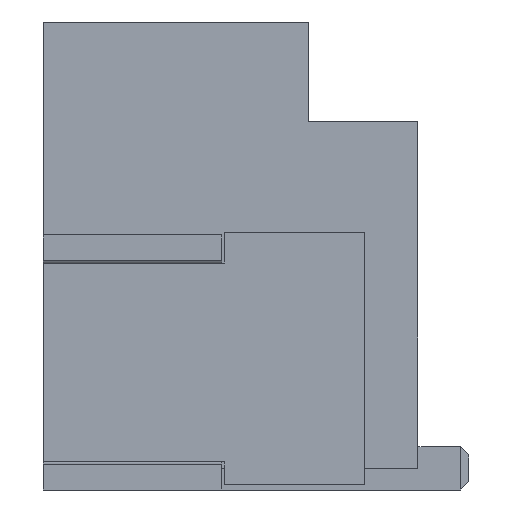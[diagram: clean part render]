
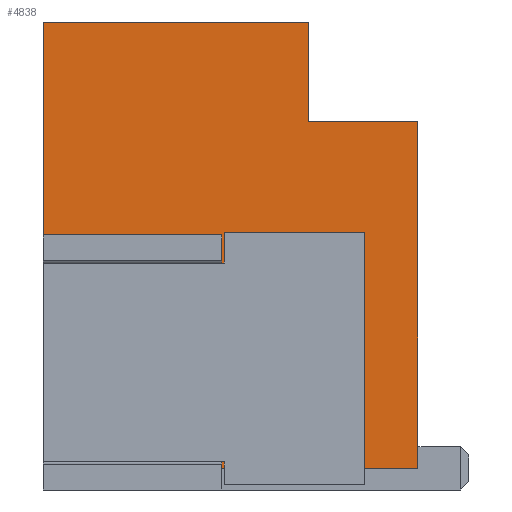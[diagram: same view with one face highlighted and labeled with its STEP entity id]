
A CAD part, left-side view. The second image highlights one B-rep face of the part: STEP entity #4838.
In plain terms, the highlighted planar face has unit normal (-1, 0, 0).
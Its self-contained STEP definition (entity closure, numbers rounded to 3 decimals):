
#612=ORIENTED_EDGE('',*,*,#1985,.F.);
#613=ORIENTED_EDGE('',*,*,#1925,.F.);
#614=ORIENTED_EDGE('',*,*,#1951,.F.);
#615=ORIENTED_EDGE('',*,*,#1971,.T.);
#616=ORIENTED_EDGE('',*,*,#1986,.T.);
#617=ORIENTED_EDGE('',*,*,#1941,.T.);
#618=ORIENTED_EDGE('',*,*,#1937,.T.);
#619=ORIENTED_EDGE('',*,*,#1927,.F.);
#620=ORIENTED_EDGE('',*,*,#1987,.T.);
#621=ORIENTED_EDGE('',*,*,#1988,.T.);
#1925=EDGE_CURVE('',#2628,#2629,#3116,.T.);
#1927=EDGE_CURVE('',#2630,#2631,#3118,.T.);
#1937=EDGE_CURVE('',#2640,#2631,#3128,.T.);
#1941=EDGE_CURVE('',#2643,#2640,#3132,.T.);
#1951=EDGE_CURVE('',#2652,#2628,#3142,.T.);
#1971=EDGE_CURVE('',#2652,#2667,#3162,.T.);
#1985=EDGE_CURVE('',#2629,#2679,#3176,.T.);
#1986=EDGE_CURVE('',#2667,#2643,#3177,.T.);
#1987=EDGE_CURVE('',#2630,#2680,#3178,.T.);
#1988=EDGE_CURVE('',#2680,#2679,#3179,.T.);
#2628=VERTEX_POINT('',#8508);
#2629=VERTEX_POINT('',#8510);
#2630=VERTEX_POINT('',#8512);
#2631=VERTEX_POINT('',#8514);
#2640=VERTEX_POINT('',#8535);
#2643=VERTEX_POINT('',#8543);
#2652=VERTEX_POINT('',#8562);
#2667=VERTEX_POINT('',#8600);
#2679=VERTEX_POINT('',#8630);
#2680=VERTEX_POINT('',#8633);
#3116=LINE('',#8509,#3553);
#3118=LINE('',#8513,#3555);
#3128=LINE('',#8534,#3565);
#3132=LINE('',#8542,#3569);
#3142=LINE('',#8563,#3579);
#3162=LINE('',#8601,#3599);
#3176=LINE('',#8629,#3613);
#3177=LINE('',#8631,#3614);
#3178=LINE('',#8632,#3615);
#3179=LINE('',#8634,#3616);
#3553=VECTOR('',#7486,1000.);
#3555=VECTOR('',#7488,1000.);
#3565=VECTOR('',#7502,1000.);
#3569=VECTOR('',#7508,1000.);
#3579=VECTOR('',#7520,1000.);
#3599=VECTOR('',#7546,1000.);
#3613=VECTOR('',#7566,1000.);
#3614=VECTOR('',#7567,1000.);
#3615=VECTOR('',#7568,1000.);
#3616=VECTOR('',#7569,1000.);
#3957=EDGE_LOOP('',(#612,#613,#614,#615,#616,#617,#618,#619,#620,#621));
#4274=FACE_BOUND('',#3957,.T.);
#4583=PLANE('',#7094);
#4838=ADVANCED_FACE('',(#4274),#4583,.T.);
#7094=AXIS2_PLACEMENT_3D('',#8628,#7564,#7565);
#7486=DIRECTION('',(0.,1.,0.));
#7488=DIRECTION('',(0.,1.,0.));
#7502=DIRECTION('',(0.,0.,-1.));
#7508=DIRECTION('',(0.,1.,0.));
#7520=DIRECTION('',(0.,0.,-1.));
#7546=DIRECTION('',(0.,1.,0.));
#7564=DIRECTION('',(-1.,0.,0.));
#7565=DIRECTION('',(0.,-1.,0.));
#7566=DIRECTION('',(0.,0.,1.));
#7567=DIRECTION('',(0.,0.,1.));
#7568=DIRECTION('',(0.,0.,1.));
#7569=DIRECTION('',(0.,-1.,0.));
#8508=CARTESIAN_POINT('',(-2.327,-1.384,0.216));
#8509=CARTESIAN_POINT('',(-2.327,-1.384,0.216));
#8510=CARTESIAN_POINT('',(-2.327,-0.851,0.216));
#8512=CARTESIAN_POINT('',(-2.327,0.546,0.216));
#8513=CARTESIAN_POINT('',(-2.327,-1.384,0.216));
#8514=CARTESIAN_POINT('',(-2.327,2.349,0.216));
#8534=CARTESIAN_POINT('',(-2.327,2.349,1.588));
#8535=CARTESIAN_POINT('',(-2.327,2.349,4.661));
#8542=CARTESIAN_POINT('',(-2.327,-1.384,4.661));
#8543=CARTESIAN_POINT('',(-2.327,-0.292,4.661));
#8562=CARTESIAN_POINT('',(-2.327,-1.384,3.67));
#8563=CARTESIAN_POINT('',(-2.327,-1.384,1.588));
#8600=CARTESIAN_POINT('',(-2.327,-0.292,3.67));
#8601=CARTESIAN_POINT('',(-2.327,-1.384,3.67));
#8628=CARTESIAN_POINT('',(-2.327,-1.384,1.588));
#8629=CARTESIAN_POINT('',(-2.327,-0.851,0.055));
#8630=CARTESIAN_POINT('',(-2.327,-0.851,2.569));
#8631=CARTESIAN_POINT('',(-2.327,-0.292,3.67));
#8632=CARTESIAN_POINT('',(-2.327,0.546,0.055));
#8633=CARTESIAN_POINT('',(-2.327,0.546,2.569));
#8634=CARTESIAN_POINT('',(-2.327,0.546,2.569));
